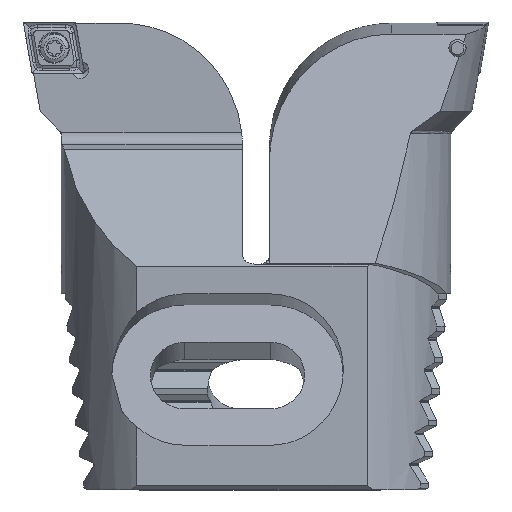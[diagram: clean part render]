
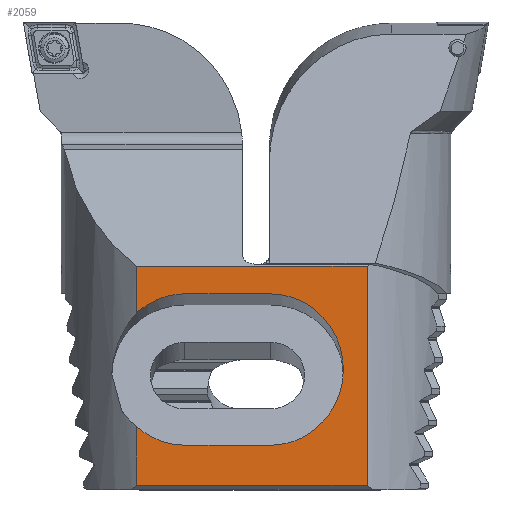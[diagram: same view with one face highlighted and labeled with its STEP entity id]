
A CAD part, top view. The second image highlights one B-rep face of the part: STEP entity #2059.
In plain terms, the highlighted planar face has unit normal (0, 0, 1).
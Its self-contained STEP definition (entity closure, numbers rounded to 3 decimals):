
#107 =( BOUNDED_CURVE ( )  B_SPLINE_CURVE ( 3, ( #1526, #6419, #6438, #2151 ),
 .UNSPECIFIED., .F., .F. ) 
 B_SPLINE_CURVE_WITH_KNOTS ( ( 4, 4 ),
 ( 2.424, 3.142 ),
 .UNSPECIFIED. ) 
 CURVE ( )  GEOMETRIC_REPRESENTATION_ITEM ( )  RATIONAL_B_SPLINE_CURVE ( ( 1., 0.958, 0.958, 1. ) ) 
 REPRESENTATION_ITEM ( '' )  );
#208 = EDGE_CURVE ( 'NONE', #760, #2820, #1412, .T. ) ;
#388 = EDGE_CURVE ( 'NONE', #2820, #2771, #5430, .T. ) ;
#451 = VERTEX_POINT ( 'NONE', #7212 ) ;
#760 = VERTEX_POINT ( 'NONE', #1003 ) ;
#777 = CARTESIAN_POINT ( 'NONE',  ( 84.583, -60.15, 37.5 ) ) ;
#1003 = CARTESIAN_POINT ( 'NONE',  ( 39.75, -104.257, 37.5 ) ) ;
#1061 = LINE ( 'NONE', #7496, #3981 ) ;
#1138 = EDGE_CURVE ( 'NONE', #2818, #2771, #1362, .T. ) ;
#1181 = CARTESIAN_POINT ( 'NONE',  ( 39.75, -104.257, 37.5 ) ) ;
#1274 = VECTOR ( 'NONE', #6856, 1000. ) ;
#1280 = CARTESIAN_POINT ( 'NONE',  ( 27.917, -99.664, 37.5 ) ) ;
#1362 = LINE ( 'NONE', #6835, #4685 ) ;
#1373 = CARTESIAN_POINT ( 'NONE',  ( 27.917, -99.664, 37.5 ) ) ;
#1412 =( BOUNDED_CURVE ( )  B_SPLINE_CURVE ( 3, ( #1181, #1547, #2953, #1373 ),
 .UNSPECIFIED., .F., .F. ) 
 B_SPLINE_CURVE_WITH_KNOTS ( ( 4, 4 ),
 ( 0., 0.717 ),
 .UNSPECIFIED. ) 
 CURVE ( )  GEOMETRIC_REPRESENTATION_ITEM ( )  RATIONAL_B_SPLINE_CURVE ( ( 1., 0.958, 0.958, 1. ) ) 
 REPRESENTATION_ITEM ( '' )  );
#1423 = DIRECTION ( 'NONE',  ( 0., -1., 0. ) ) ;
#1473 = ORIENTED_EDGE ( 'NONE', *, *, #4735, .T. ) ;
#1526 = CARTESIAN_POINT ( 'NONE',  ( 27.917, -71.579, 37.5 ) ) ;
#1547 = CARTESIAN_POINT ( 'NONE',  ( 35.351, -104.257, 37.5 ) ) ;
#1582 = EDGE_CURVE ( 'NONE', #451, #3860, #3175, .T. ) ;
#1768 = CARTESIAN_POINT ( 'NONE',  ( 60.75, -104.257, 37.5 ) ) ;
#1886 = LINE ( 'NONE', #2595, #4802 ) ;
#2036 = CARTESIAN_POINT ( 'NONE',  ( 27.917, -60.15, 37.5 ) ) ;
#2059 = ADVANCED_FACE ( 'NONE', ( #3908 ), #5159, .F. ) ;
#2060 = VECTOR ( 'NONE', #5280, 1000. ) ;
#2113 = ORIENTED_EDGE ( 'NONE', *, *, #2541, .T. ) ;
#2151 = CARTESIAN_POINT ( 'NONE',  ( 39.75, -66.987, 37.5 ) ) ;
#2401 = EDGE_CURVE ( 'NONE', #6302, #5778, #1886, .T. ) ;
#2541 = EDGE_CURVE ( 'NONE', #6198, #451, #107, .T. ) ;
#2595 = CARTESIAN_POINT ( 'NONE',  ( 104., -60.15, 37.5 ) ) ;
#2771 = VERTEX_POINT ( 'NONE', #4836 ) ;
#2818 = VERTEX_POINT ( 'NONE', #5586 ) ;
#2820 = VERTEX_POINT ( 'NONE', #1280 ) ;
#2826 = DIRECTION ( 'NONE',  ( -1., 0., 0. ) ) ;
#2915 = ORIENTED_EDGE ( 'NONE', *, *, #388, .T. ) ;
#2953 = CARTESIAN_POINT ( 'NONE',  ( 31.232, -102.658, 37.5 ) ) ;
#2980 = EDGE_LOOP ( 'NONE', ( #4776, #6526, #2915, #5800, #5052, #7870, #1473, #2113, #7769, #4494 ) ) ;
#3175 = LINE ( 'NONE', #5304, #4340 ) ;
#3439 = CARTESIAN_POINT ( 'NONE',  ( 104., -114.15, 37.5 ) ) ;
#3732 = LINE ( 'NONE', #4101, #2060 ) ;
#3860 = VERTEX_POINT ( 'NONE', #3966 ) ;
#3908 = FACE_OUTER_BOUND ( 'NONE', #2980, .T. ) ;
#3966 = CARTESIAN_POINT ( 'NONE',  ( 60.75, -66.987, 37.5 ) ) ;
#3981 = VECTOR ( 'NONE', #1423, 1000. ) ;
#4095 = DIRECTION ( 'NONE',  ( 1., 0., 0. ) ) ;
#4101 = CARTESIAN_POINT ( 'NONE',  ( 84.583, 0.932, 37.5 ) ) ;
#4149 = EDGE_CURVE ( 'NONE', #7153, #760, #4577, .T. ) ;
#4340 = VECTOR ( 'NONE', #4095, 1000. ) ;
#4490 = DIRECTION ( 'NONE',  ( -1., 0., 0. ) ) ;
#4494 = ORIENTED_EDGE ( 'NONE', *, *, #6830, .T. ) ;
#4577 = LINE ( 'NONE', #7433, #1274 ) ;
#4685 = VECTOR ( 'NONE', #6556, 1000. ) ;
#4735 = EDGE_CURVE ( 'NONE', #5778, #6198, #1061, .T. ) ;
#4776 = ORIENTED_EDGE ( 'NONE', *, *, #4149, .T. ) ;
#4802 = VECTOR ( 'NONE', #4490, 1000. ) ;
#4833 = CARTESIAN_POINT ( 'NONE',  ( 60.75, -104.257, 37.5 ) ) ;
#4836 = CARTESIAN_POINT ( 'NONE',  ( 27.917, -114.15, 37.5 ) ) ;
#4897 = CARTESIAN_POINT ( 'NONE',  ( 60.75, -66.987, 37.5 ) ) ;
#4929 = CARTESIAN_POINT ( 'NONE',  ( 96.75, -66.987, 37.5 ) ) ;
#4995 = CARTESIAN_POINT ( 'NONE',  ( 27.917, -71.579, 37.5 ) ) ;
#5052 = ORIENTED_EDGE ( 'NONE', *, *, #5977, .T. ) ;
#5150 = VECTOR ( 'NONE', #5925, 1000. ) ;
#5159 = PLANE ( 'NONE',  #7541 ) ;
#5188 = CARTESIAN_POINT ( 'NONE',  ( 96.75, -104.257, 37.5 ) ) ;
#5280 = DIRECTION ( 'NONE',  ( 0., 1., 0. ) ) ;
#5304 = CARTESIAN_POINT ( 'NONE',  ( 104., -66.987, 37.5 ) ) ;
#5430 = LINE ( 'NONE', #5906, #5150 ) ;
#5586 = CARTESIAN_POINT ( 'NONE',  ( 84.583, -114.15, 37.5 ) ) ;
#5778 = VERTEX_POINT ( 'NONE', #2036 ) ;
#5800 = ORIENTED_EDGE ( 'NONE', *, *, #1138, .F. ) ;
#5906 = CARTESIAN_POINT ( 'NONE',  ( 27.917, 0.932, 37.5 ) ) ;
#5925 = DIRECTION ( 'NONE',  ( 0., -1., 0. ) ) ;
#5977 = EDGE_CURVE ( 'NONE', #2818, #6302, #3732, .T. ) ;
#6198 = VERTEX_POINT ( 'NONE', #4995 ) ;
#6302 = VERTEX_POINT ( 'NONE', #777 ) ;
#6419 = CARTESIAN_POINT ( 'NONE',  ( 31.232, -68.586, 37.5 ) ) ;
#6438 = CARTESIAN_POINT ( 'NONE',  ( 35.351, -66.987, 37.5 ) ) ;
#6526 = ORIENTED_EDGE ( 'NONE', *, *, #208, .T. ) ;
#6556 = DIRECTION ( 'NONE',  ( -1., 0., 0. ) ) ;
#6830 = EDGE_CURVE ( 'NONE', #3860, #7153, #7335, .T. ) ;
#6835 = CARTESIAN_POINT ( 'NONE',  ( 104., -114.15, 37.5 ) ) ;
#6856 = DIRECTION ( 'NONE',  ( -1., 0., 0. ) ) ;
#7045 = DIRECTION ( 'NONE',  ( 0., 0., -1. ) ) ;
#7153 = VERTEX_POINT ( 'NONE', #1768 ) ;
#7212 = CARTESIAN_POINT ( 'NONE',  ( 39.75, -66.987, 37.5 ) ) ;
#7335 =( BOUNDED_CURVE ( )  B_SPLINE_CURVE ( 3, ( #4897, #4929, #5188, #4833 ),
 .UNSPECIFIED., .F., .F. ) 
 B_SPLINE_CURVE_WITH_KNOTS ( ( 4, 4 ),
 ( 3.142, 6.283 ),
 .UNSPECIFIED. ) 
 CURVE ( )  GEOMETRIC_REPRESENTATION_ITEM ( )  RATIONAL_B_SPLINE_CURVE ( ( 1., 0.333, 0.333, 1. ) ) 
 REPRESENTATION_ITEM ( '' )  );
#7433 = CARTESIAN_POINT ( 'NONE',  ( 104., -104.257, 37.5 ) ) ;
#7496 = CARTESIAN_POINT ( 'NONE',  ( 27.917, 0.932, 37.5 ) ) ;
#7541 = AXIS2_PLACEMENT_3D ( 'NONE', #3439, #7045, #2826 ) ;
#7769 = ORIENTED_EDGE ( 'NONE', *, *, #1582, .T. ) ;
#7870 = ORIENTED_EDGE ( 'NONE', *, *, #2401, .T. ) ;
